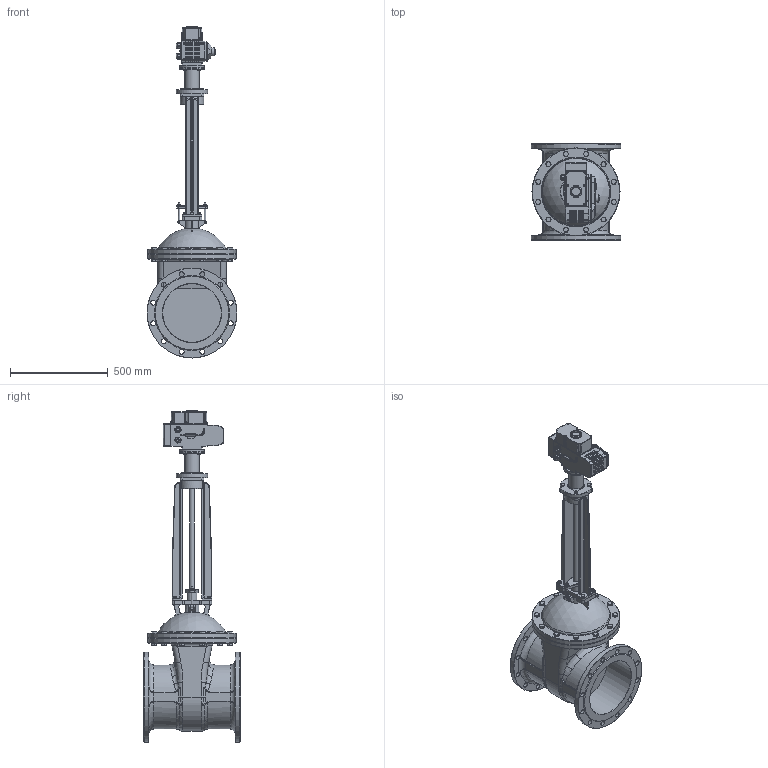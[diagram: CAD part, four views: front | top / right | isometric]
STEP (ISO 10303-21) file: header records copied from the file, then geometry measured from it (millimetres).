
FILE_DESCRIPTION(/* description */ (''),/* implementation_level */ '2;1');
FILE_NAME(/* name */ 'DN300_3D_STEP.stp',/* time_stamp */ '2025-04-15T01:02:00+03:00',/* author */ ('igorr'),/* organization */ (''),/* preprocessor_version */ 'ST-DEVELOPER v20',/* originating_system */ 'Autodesk Inventor 2025',/* authorisation */ '');
FILE_SCHEMA (('AUTOMOTIVE_DESIGN { 1 0 10303 214 3 1 1 }'));
Products named in the file (13): Сборка1; Сборка; Деталь; AS 1420 - 1973 - M3 x 6; AS 1420 - 1973 - M6 x 16; AS 1420 - 1973 - M5 x 16; Деталь3; Деталь1; Тип Б; AS 1110 - M8 x 12; AS 1110 - M10 x 16; AS 1110 - M16 x 25; ANSI B18.2.4.2M - M8x1,25
Assembly tree (59 placements, depth 3):
  Сборка1
    Сборка
      Деталь
      AS 1420 - 1973 - M3 x 6  x4
      AS 1420 - 1973 - M6 x 16  x6
      AS 1420 - 1973 - M5 x 16  x6
      Деталь3
    Деталь1
    Тип Б
    AS 1110 - M8 x 12  x4
    AS 1110 - M10 x 16  x8
    AS 1110 - M16 x 25  x24
    ANSI B18.2.4.2M - M8x1,25  x2
Bounding box: 460 x 500 x 1697 mm (x, y, z)
Volume: 56284095.3 mm3; surface area: 2976053.5 mm2
Topology: 60 solids, 65 shells, 2568 faces, 6282 edges, 3931 vertices
Faces by surface type: plane 1320, cylinder 614, cone 335, bspline 163, torus 129, sphere 7
Full cylindrical faces by diameter (mm): 3 x4, 5 x6, 5.5 x4, 6 x6, 6.647 x2, 7 x8, 8 x8, 8.5 x6, 9 x4, 10 x18, 12 x12, 13 x4, 13.606 x2, 14 x4, 15 x2, 16 x32, 20 x24, 24 x24, 25 x25, 27.184 x2, 30 x1, 32 x1, 41.63 x1, 41.932 x1, 44 x1, 45 x1, 48.957 x1, 50 x1, 60 x2, 61 x1
Entity records: 57311 total; most frequent: CARTESIAN_POINT 16873, ORIENTED_EDGE 8134, DIRECTION 7874, EDGE_CURVE 4067, AXIS2_PLACEMENT_3D 2866, VERTEX_POINT 2600, LINE 2142, VECTOR 2142
